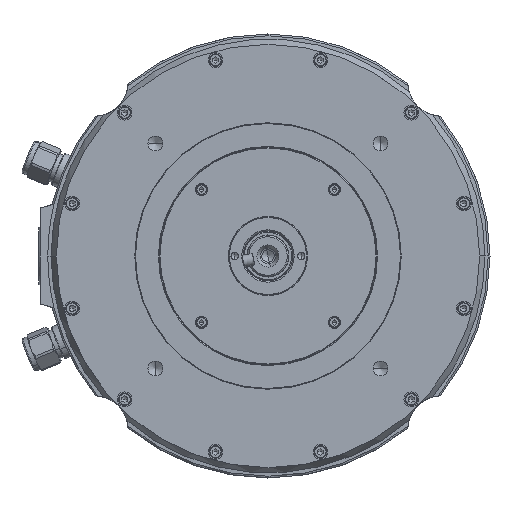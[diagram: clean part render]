
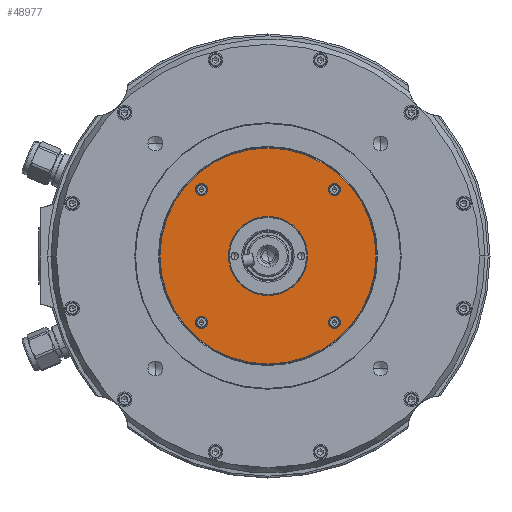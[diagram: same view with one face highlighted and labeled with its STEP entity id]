
A CAD part, left-side view. The second image highlights one B-rep face of the part: STEP entity #48977.
In plain terms, the highlighted planar face has unit normal (-1, 0, 0).
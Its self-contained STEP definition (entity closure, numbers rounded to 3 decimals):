
#4101=CARTESIAN_POINT('',(-17.5,0.,73.0));
#4102=VERTEX_POINT('',#4101);
#4118=CARTESIAN_POINT('',(-17.5,0.,-73.));
#4119=VERTEX_POINT('',#4118);
#4126=CARTESIAN_POINT('',(-17.5,0.,0.));
#4127=DIRECTION('',(1.0,0.,0.));
#4128=DIRECTION('',(0.,0.,1.0));
#4129=AXIS2_PLACEMENT_3D('',#4126,#4127,#4128);
#4130=CIRCLE('',#4129,73.);
#4131=EDGE_CURVE('',#4119,#4102,#4130,.T.);
#4164=CARTESIAN_POINT('',(-17.5,44.901,40.901));
#4165=VERTEX_POINT('',#4164);
#4181=CARTESIAN_POINT('',(-17.5,44.901,48.901));
#4182=VERTEX_POINT('',#4181);
#4189=CARTESIAN_POINT('',(-17.5,44.901,44.901));
#4190=DIRECTION('',(1.0,0.,0.));
#4191=DIRECTION('',(0.,0.,-1.0));
#4192=AXIS2_PLACEMENT_3D('',#4189,#4190,#4191);
#4193=CIRCLE('',#4192,4.0);
#4194=EDGE_CURVE('',#4165,#4182,#4193,.T.);
#4227=CARTESIAN_POINT('',(-17.5,-44.901,-40.901));
#4228=VERTEX_POINT('',#4227);
#4244=CARTESIAN_POINT('',(-17.5,-44.901,-48.901));
#4245=VERTEX_POINT('',#4244);
#4252=CARTESIAN_POINT('',(-17.5,-44.901,-44.901));
#4253=DIRECTION('',(1.0,0.,0.));
#4254=DIRECTION('',(0.,0.,1.0));
#4255=AXIS2_PLACEMENT_3D('',#4252,#4253,#4254);
#4256=CIRCLE('',#4255,4.0);
#4257=EDGE_CURVE('',#4228,#4245,#4256,.T.);
#4290=CARTESIAN_POINT('',(-17.5,-44.901,40.901));
#4291=VERTEX_POINT('',#4290);
#4307=CARTESIAN_POINT('',(-17.5,-44.901,48.901));
#4308=VERTEX_POINT('',#4307);
#4315=CARTESIAN_POINT('',(-17.5,-44.901,44.901));
#4316=DIRECTION('',(1.0,0.,0.));
#4317=DIRECTION('',(0.,0.,-1.0));
#4318=AXIS2_PLACEMENT_3D('',#4315,#4316,#4317);
#4319=CIRCLE('',#4318,4.0);
#4320=EDGE_CURVE('',#4291,#4308,#4319,.T.);
#4353=CARTESIAN_POINT('',(-17.5,44.901,-40.901));
#4354=VERTEX_POINT('',#4353);
#4370=CARTESIAN_POINT('',(-17.5,44.901,-48.901));
#4371=VERTEX_POINT('',#4370);
#4378=CARTESIAN_POINT('',(-17.5,44.901,-44.901));
#4379=DIRECTION('',(1.0,0.,0.));
#4380=DIRECTION('',(0.,0.,1.0));
#4381=AXIS2_PLACEMENT_3D('',#4378,#4379,#4380);
#4382=CIRCLE('',#4381,4.0);
#4383=EDGE_CURVE('',#4354,#4371,#4382,.T.);
#4395=CARTESIAN_POINT('',(-17.5,0.,26.7));
#4396=VERTEX_POINT('',#4395);
#4412=CARTESIAN_POINT('',(-17.5,0.,-26.7));
#4413=VERTEX_POINT('',#4412);
#4420=CARTESIAN_POINT('',(-17.5,0.,0.));
#4421=DIRECTION('',(-1.0,0.,0.));
#4422=DIRECTION('',(0.,0.,1.0));
#4423=AXIS2_PLACEMENT_3D('',#4420,#4421,#4422);
#4424=CIRCLE('',#4423,26.7);
#4425=EDGE_CURVE('',#4413,#4396,#4424,.T.);
#48682=CARTESIAN_POINT('',(-17.5,0.,0.));
#48683=DIRECTION('',(-1.0,0.,0.));
#48684=DIRECTION('',(0.,0.,1.0));
#48685=AXIS2_PLACEMENT_3D('',#48682,#48683,#48684);
#48686=CIRCLE('',#48685,26.7);
#48687=EDGE_CURVE('',#4396,#4413,#48686,.T.);
#48721=CARTESIAN_POINT('',(-17.5,44.901,-44.901));
#48722=DIRECTION('',(1.0,0.,0.));
#48723=DIRECTION('',(0.,0.,1.0));
#48724=AXIS2_PLACEMENT_3D('',#48721,#48722,#48723);
#48725=CIRCLE('',#48724,4.0);
#48726=EDGE_CURVE('',#4371,#4354,#48725,.T.);
#48780=CARTESIAN_POINT('',(-17.5,-44.901,44.901));
#48781=DIRECTION('',(1.0,0.,0.));
#48782=DIRECTION('',(0.,0.,-1.0));
#48783=AXIS2_PLACEMENT_3D('',#48780,#48781,#48782);
#48784=CIRCLE('',#48783,4.0);
#48785=EDGE_CURVE('',#4308,#4291,#48784,.T.);
#48839=CARTESIAN_POINT('',(-17.5,-44.901,-44.901));
#48840=DIRECTION('',(1.0,0.,0.));
#48841=DIRECTION('',(0.,0.,1.0));
#48842=AXIS2_PLACEMENT_3D('',#48839,#48840,#48841);
#48843=CIRCLE('',#48842,4.0);
#48844=EDGE_CURVE('',#4245,#4228,#48843,.T.);
#48904=CARTESIAN_POINT('',(-17.5,44.901,44.901));
#48905=DIRECTION('',(1.0,0.,0.));
#48906=DIRECTION('',(0.,0.,-1.0));
#48907=AXIS2_PLACEMENT_3D('',#48904,#48905,#48906);
#48908=CIRCLE('',#48907,4.0);
#48909=EDGE_CURVE('',#4182,#4165,#48908,.T.);
#48942=CARTESIAN_POINT('',(-17.5,0.,0.));
#48943=DIRECTION('',(-1.0,0.0,0.0));
#48944=DIRECTION('',(0.0,0.,1.0));
#48945=AXIS2_PLACEMENT_3D('',#48942,#48943,#48944);
#48946=PLANE('',#48945);
#48947=ORIENTED_EDGE('',*,*,#4131,.F.);
#48948=CARTESIAN_POINT('',(-17.5,0.,0.));
#48949=DIRECTION('',(1.0,0.,0.));
#48950=DIRECTION('',(0.,0.,1.0));
#48951=AXIS2_PLACEMENT_3D('',#48948,#48949,#48950);
#48952=CIRCLE('',#48951,73.);
#48953=EDGE_CURVE('',#4102,#4119,#48952,.T.);
#48954=ORIENTED_EDGE('',*,*,#48953,.F.);
#48955=EDGE_LOOP('',(#48947,#48954));
#48956=FACE_OUTER_BOUND('',#48955,.T.);
#48957=ORIENTED_EDGE('',*,*,#4425,.F.);
#48958=ORIENTED_EDGE('',*,*,#48687,.F.);
#48959=EDGE_LOOP('',(#48957,#48958));
#48960=FACE_BOUND('',#48959,.T.);
#48961=ORIENTED_EDGE('',*,*,#4383,.T.);
#48962=ORIENTED_EDGE('',*,*,#48726,.T.);
#48963=EDGE_LOOP('',(#48961,#48962));
#48964=FACE_BOUND('',#48963,.T.);
#48965=ORIENTED_EDGE('',*,*,#4320,.T.);
#48966=ORIENTED_EDGE('',*,*,#48785,.T.);
#48967=EDGE_LOOP('',(#48965,#48966));
#48968=FACE_BOUND('',#48967,.T.);
#48969=ORIENTED_EDGE('',*,*,#4257,.T.);
#48970=ORIENTED_EDGE('',*,*,#48844,.T.);
#48971=EDGE_LOOP('',(#48969,#48970));
#48972=FACE_BOUND('',#48971,.T.);
#48973=ORIENTED_EDGE('',*,*,#4194,.T.);
#48974=ORIENTED_EDGE('',*,*,#48909,.T.);
#48975=EDGE_LOOP('',(#48973,#48974));
#48976=FACE_BOUND('',#48975,.T.);
#48977=ADVANCED_FACE('',(#48956,#48960,#48964,#48968,#48972,#48976),#48946,.T.);
